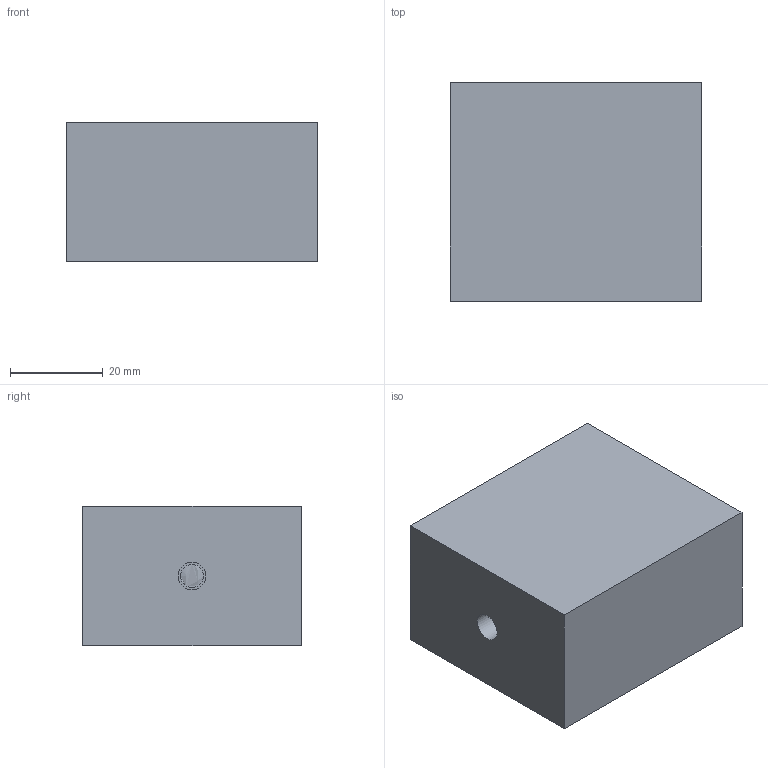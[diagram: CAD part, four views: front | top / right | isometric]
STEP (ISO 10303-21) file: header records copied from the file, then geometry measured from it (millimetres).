
FILE_DESCRIPTION(/* description */ (''),/* implementation_level */ '2;1');
FILE_NAME(/* name */ 'Misc-2-Way-Splitter-Sphere.step',/* time_stamp */ '2022-04-07T15:12:13+01:00',/* author */ (''),/* organization */ (''),/* preprocessor_version */ 'ST-DEVELOPER v18.1',/* originating_system */ 'Autodesk Translation Framework v10.13.0.1454',/* authorisation */ '');
FILE_SCHEMA (('AUTOMOTIVE_DESIGN { 1 0 10303 214 3 1 1 }'));
Length unit declared in the file: millimetre
Products named in the file (1): Two way splitter for tubes
Bounding box: 54 x 47 x 30 mm (x, y, z)
Volume: 70139.5 mm3; surface area: 13502 mm2
Topology: 1 solids, 1 shells, 20 faces, 43 edges, 27 vertices
Faces by surface type: plane 9, cylinder 8, bspline 2, sphere 1
Full cylindrical faces by diameter (mm): 5 x5, 6 x3
Entity records: 695 total; most frequent: CARTESIAN_POINT 217, DIRECTION 96, ORIENTED_EDGE 82, EDGE_CURVE 41, AXIS2_PLACEMENT_3D 38, EDGE_LOOP 28, VERTEX_POINT 27, FACE_OUTER_BOUND 20
